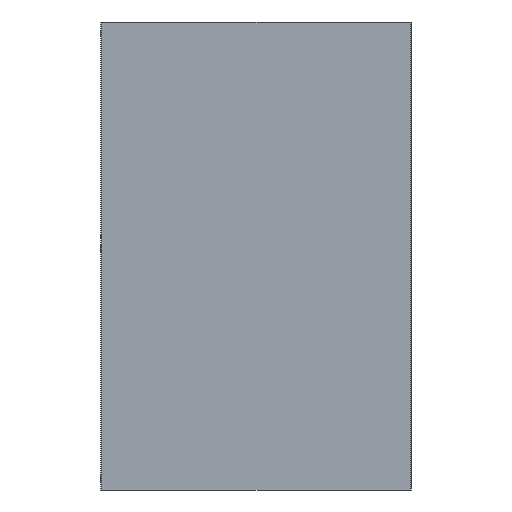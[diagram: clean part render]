
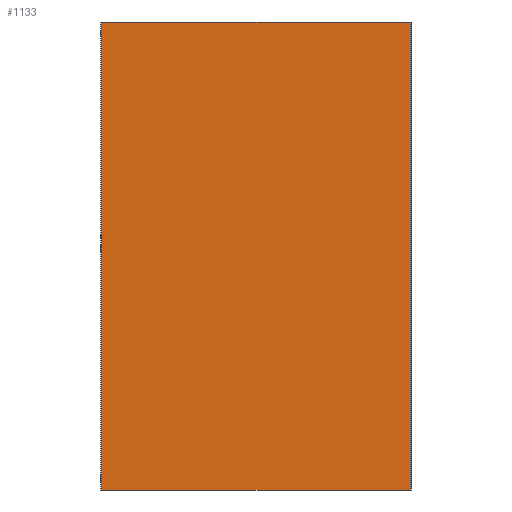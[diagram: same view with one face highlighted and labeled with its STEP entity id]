
A CAD part, front view. The second image highlights one B-rep face of the part: STEP entity #1133.
In plain terms, the highlighted planar face has unit normal (0, -1, 0).
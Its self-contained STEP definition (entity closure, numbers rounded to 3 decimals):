
#9 = VERTEX_POINT ( 'NONE', #1353 ) ;
#13 = VERTEX_POINT ( 'NONE', #1326 ) ;
#89 = ORIENTED_EDGE ( 'NONE', *, *, #1505, .F. ) ;
#97 = ORIENTED_EDGE ( 'NONE', *, *, #1510, .T. ) ;
#103 = ORIENTED_EDGE ( 'NONE', *, *, #1508, .T. ) ;
#104 = ORIENTED_EDGE ( 'NONE', *, *, #1506, .F. ) ;
#160 = VERTEX_POINT ( 'NONE', #1269 ) ;
#194 = VERTEX_POINT ( 'NONE', #1295 ) ;
#358 = DIRECTION ( 'NONE',  ( 1., 0., 0. ) ) ;
#362 = DIRECTION ( 'NONE',  ( 1., 0., 0. ) ) ;
#363 = CARTESIAN_POINT ( 'NONE',  ( 197.75, 0., 600. ) ) ;
#367 = CARTESIAN_POINT ( 'NONE',  ( 197.75, 0., 600. ) ) ;
#368 = CARTESIAN_POINT ( 'NONE',  ( 197.75, 0., 0. ) ) ;
#369 = DIRECTION ( 'NONE',  ( 0., 0., -1. ) ) ;
#370 = DIRECTION ( 'NONE',  ( 0., 0., -1. ) ) ;
#374 = CARTESIAN_POINT ( 'NONE',  ( -197.75, 0., 600. ) ) ;
#553 = FACE_OUTER_BOUND ( 'NONE', #745, .T. ) ;
#598 = LINE ( 'NONE', #367, #619 ) ;
#605 = VECTOR ( 'NONE', #358, 1000. ) ;
#619 = VECTOR ( 'NONE', #369, 1000. ) ;
#626 = LINE ( 'NONE', #368, #640 ) ;
#640 = VECTOR ( 'NONE', #362, 1000. ) ;
#745 = EDGE_LOOP ( 'NONE', ( #103, #104, #89, #97 ) ) ;
#751 = LINE ( 'NONE', #363, #605 ) ;
#802 = LINE ( 'NONE', #374, #816 ) ;
#816 = VECTOR ( 'NONE', #370, 1000. ) ;
#1133 = ADVANCED_FACE ( 'NONE', ( #553 ), #1328, .F. ) ;
#1226 = CARTESIAN_POINT ( 'NONE',  ( 197.75, 0., 600. ) ) ;
#1244 = DIRECTION ( 'NONE',  ( 0., 0., 1. ) ) ;
#1269 = CARTESIAN_POINT ( 'NONE',  ( -197.75, 0., 0. ) ) ;
#1295 = CARTESIAN_POINT ( 'NONE',  ( 197.75, 0., 600. ) ) ;
#1296 = DIRECTION ( 'NONE',  ( 0., 1., 0. ) ) ;
#1326 = CARTESIAN_POINT ( 'NONE',  ( -197.75, 0., 600. ) ) ;
#1328 = PLANE ( 'NONE',  #1390 ) ;
#1353 = CARTESIAN_POINT ( 'NONE',  ( 197.75, 0., 0. ) ) ;
#1390 = AXIS2_PLACEMENT_3D ( 'NONE', #1226, #1296, #1244 ) ;
#1505 = EDGE_CURVE ( 'NONE', #13, #194, #751, .T. ) ;
#1506 = EDGE_CURVE ( 'NONE', #194, #9, #598, .T. ) ;
#1508 = EDGE_CURVE ( 'NONE', #160, #9, #626, .T. ) ;
#1510 = EDGE_CURVE ( 'NONE', #13, #160, #802, .T. ) ;
